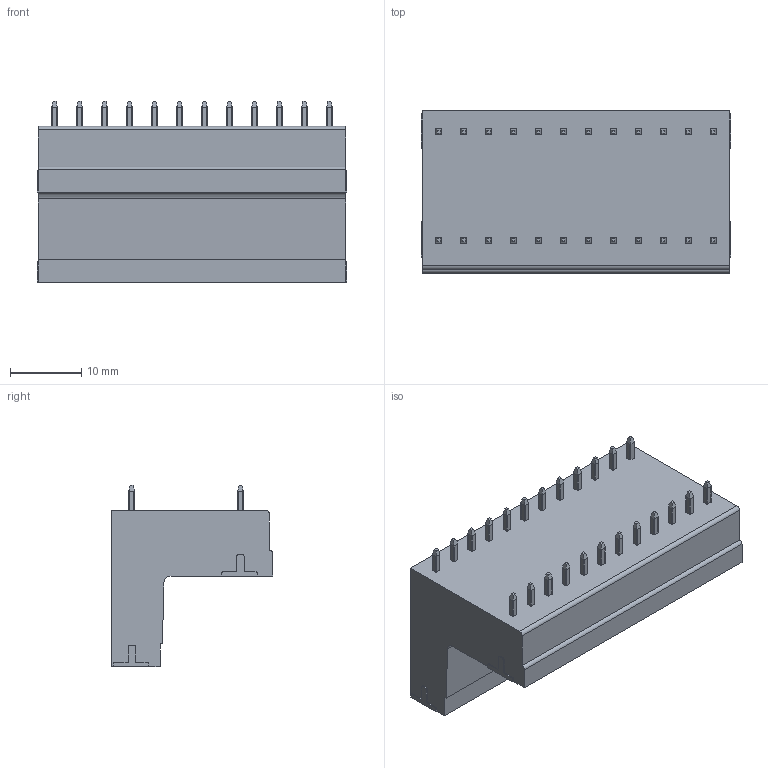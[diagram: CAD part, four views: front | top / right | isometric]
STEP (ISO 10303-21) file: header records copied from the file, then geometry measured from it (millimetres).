
FILE_DESCRIPTION((''),'2;1');
FILE_NAME('TLPHDC-005V-XXP','2024-08-08T13:52:32',('tluser'),(''),'CREO PARAMETRIC BY PTC INC, 2018100','CREO PARAMETRIC BY PTC INC, 2018100','');
FILE_SCHEMA(('CONFIG_CONTROL_DESIGN'));
Products named in the file (1): TLPHDC-005V-XXP
Bounding box: 43.4 x 22.7 x 25.4 mm (x, y, z)
Volume: 10203.8 mm3; surface area: 9215.7 mm2
Topology: 1 solids, 1 shells, 1958 faces, 5412 edges, 3552 vertices
Faces by surface type: plane 1315, cylinder 475, cone 120, torus 48
Entity records: 62716 total; most frequent: CARTESIAN_POINT 12590, ORIENTED_EDGE 10824, DIRECTION 9918, EDGE_CURVE 5412, VECTOR 3958, LINE 3958, VERTEX_POINT 3552, AXIS2_PLACEMENT_3D 2980
